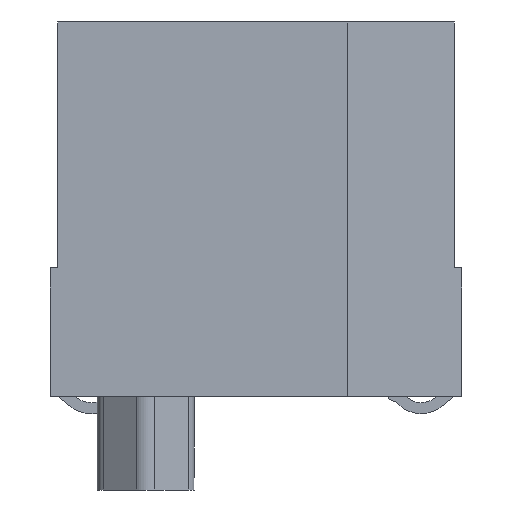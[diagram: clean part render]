
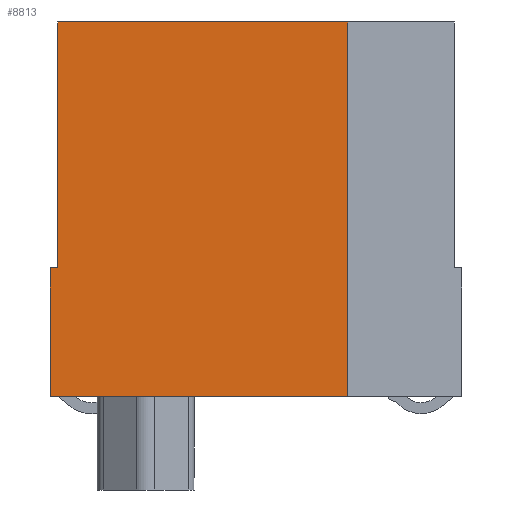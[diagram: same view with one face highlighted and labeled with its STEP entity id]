
A CAD part, left-side view. The second image highlights one B-rep face of the part: STEP entity #8813.
In plain terms, the highlighted planar face has unit normal (-1, 0, 0).
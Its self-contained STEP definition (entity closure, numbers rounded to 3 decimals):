
#477=FACE_OUTER_BOUND($,#943,.T.);
#943=EDGE_LOOP($,(#5964,#5965,#5966,#5967,#5968,#5969));
#1391=LINE($,#12574,#2445);
#1522=LINE($,#12842,#2576);
#1535=LINE($,#12867,#2589);
#1551=LINE($,#12907,#2605);
#1558=LINE($,#12918,#2612);
#1559=LINE($,#12920,#2613);
#2445=VECTOR($,#10016,3.95);
#2576=VECTOR($,#10185,3.35);
#2589=VECTOR($,#10204,4.05);
#2605=VECTOR($,#10232,1.75);
#2612=VECTOR($,#10245,5.1);
#2613=VECTOR($,#10248,0.1);
#3499=VERTEX_POINT($,#12571);
#3500=VERTEX_POINT($,#12573);
#3617=VERTEX_POINT($,#12839);
#3626=VERTEX_POINT($,#12864);
#3627=VERTEX_POINT($,#12866);
#3645=VERTEX_POINT($,#12906);
#4400=EDGE_CURVE($,#3499,#3500,#1391,.T.);
#4531=EDGE_CURVE($,#3499,#3617,#1522,.T.);
#4544=EDGE_CURVE($,#3627,#3626,#1535,.T.);
#4565=EDGE_CURVE($,#3645,#3627,#1551,.T.);
#4572=EDGE_CURVE($,#3500,#3626,#1558,.T.);
#4573=EDGE_CURVE($,#3645,#3617,#1559,.T.);
#5964=ORIENTED_EDGE($,*,*,#4572,.F.);
#5965=ORIENTED_EDGE($,*,*,#4400,.F.);
#5966=ORIENTED_EDGE($,*,*,#4531,.T.);
#5967=ORIENTED_EDGE($,*,*,#4573,.F.);
#5968=ORIENTED_EDGE($,*,*,#4565,.T.);
#5969=ORIENTED_EDGE($,*,*,#4544,.T.);
#8476=PLANE($,#9288);
#8813=ADVANCED_FACE($,(#477),#8476,.F.);
#9288=AXIS2_PLACEMENT_3D($,#12919,#10246,#10247);
#10016=DIRECTION($,(0.,-1.,0.));
#10185=DIRECTION($,(0.,0.,-1.));
#10204=DIRECTION($,(0.,-1.,0.));
#10232=DIRECTION($,(0.,0.,-1.));
#10245=DIRECTION($,(0.,0.,-1.));
#10246=DIRECTION('center_axis',(1.,0.,0.));
#10247=DIRECTION('ref_axis',(0.,1.,0.));
#10248=DIRECTION($,(0.,-1.,0.));
#12571=CARTESIAN_POINT('',(-8.2,2.7,5.335));
#12573=CARTESIAN_POINT('',(-8.2,-1.25,5.335));
#12574=CARTESIAN_POINT($,(-8.2,2.7,5.335));
#12839=CARTESIAN_POINT('',(-8.2,2.7,1.985));
#12842=CARTESIAN_POINT($,(-8.2,2.7,5.335));
#12864=CARTESIAN_POINT('',(-8.2,-1.25,0.235));
#12866=CARTESIAN_POINT('',(-8.2,2.8,0.235));
#12867=CARTESIAN_POINT($,(-8.2,2.8,0.235));
#12906=CARTESIAN_POINT('',(-8.2,2.8,1.985));
#12907=CARTESIAN_POINT($,(-8.2,2.8,1.985));
#12918=CARTESIAN_POINT($,(-8.2,-1.25,1.985));
#12919=CARTESIAN_POINT('Origin',(-8.2,2.8,1.985));
#12920=CARTESIAN_POINT($,(-8.2,2.8,1.985));
